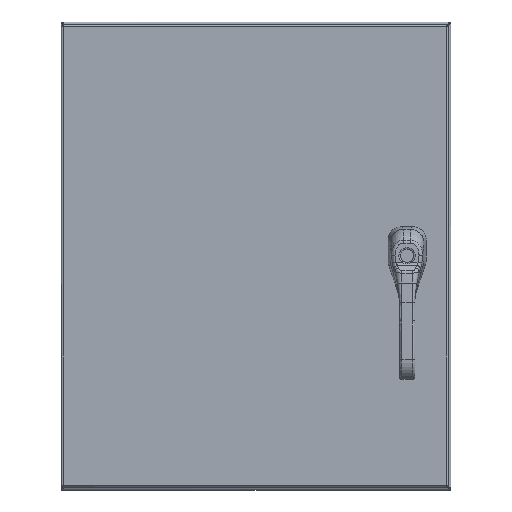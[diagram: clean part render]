
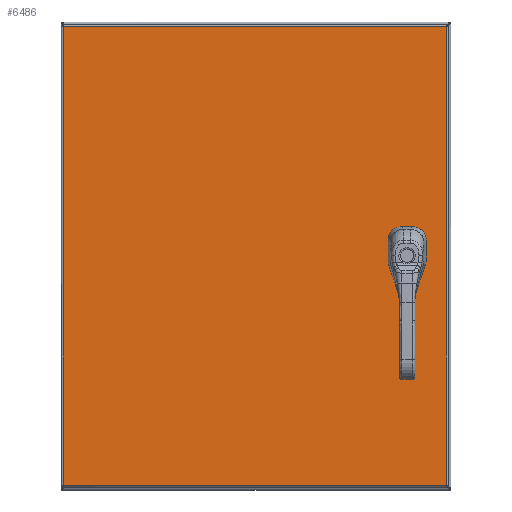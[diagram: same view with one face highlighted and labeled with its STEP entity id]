
A CAD part, top view. The second image highlights one B-rep face of the part: STEP entity #6486.
In plain terms, the highlighted face is planar.
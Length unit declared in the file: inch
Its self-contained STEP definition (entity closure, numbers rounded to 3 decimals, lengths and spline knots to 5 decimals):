
#4877=CARTESIAN_POINT('',(2.33762,12.275,0.0));
#4878=VERTEX_POINT('',#4877);
#4885=CARTESIAN_POINT('',(2.525,12.08762,0.0));
#4886=VERTEX_POINT('',#4885);
#4887=CARTESIAN_POINT('',(2.125,11.875,0.0));
#4888=DIRECTION('',(0.0,0.0,1.0));
#4889=DIRECTION('',(-0.469,-0.883,0.0));
#4890=AXIS2_PLACEMENT_3D('',#4887,#4888,#4889);
#4891=CIRCLE('',#4890,0.453);
#4892=EDGE_CURVE('',#4886,#4878,#4891,.T.);
#4917=CARTESIAN_POINT('',(2.525,11.66238,0.0));
#4918=VERTEX_POINT('',#4917);
#4919=CARTESIAN_POINT('',(2.525,11.66238,0.0));
#4920=DIRECTION('',(0.0,1.0,0.0));
#4921=VECTOR('',#4920,0.42525);
#4922=LINE('',#4919,#4921);
#4923=EDGE_CURVE('',#4918,#4886,#4922,.T.);
#4949=CARTESIAN_POINT('',(2.33762,11.475,0.0));
#4950=VERTEX_POINT('',#4949);
#4951=CARTESIAN_POINT('',(2.125,11.875,0.0));
#4952=DIRECTION('',(0.0,0.0,1.0));
#4953=DIRECTION('',(-0.883,0.469,0.0));
#4954=AXIS2_PLACEMENT_3D('',#4951,#4952,#4953);
#4955=CIRCLE('',#4954,0.453);
#4956=EDGE_CURVE('',#4950,#4918,#4955,.T.);
#4981=CARTESIAN_POINT('',(1.91238,11.475,0.0));
#4982=VERTEX_POINT('',#4981);
#4983=CARTESIAN_POINT('',(1.91238,11.475,0.0));
#4984=DIRECTION('',(1.0,0.0,0.0));
#4985=VECTOR('',#4984,0.42525);
#4986=LINE('',#4983,#4985);
#4987=EDGE_CURVE('',#4982,#4950,#4986,.T.);
#5013=CARTESIAN_POINT('',(1.725,11.66238,0.0));
#5014=VERTEX_POINT('',#5013);
#5015=CARTESIAN_POINT('',(2.125,11.875,0.0));
#5016=DIRECTION('',(0.0,0.0,1.0));
#5017=DIRECTION('',(0.469,0.883,0.0));
#5018=AXIS2_PLACEMENT_3D('',#5015,#5016,#5017);
#5019=CIRCLE('',#5018,0.453);
#5020=EDGE_CURVE('',#5014,#4982,#5019,.T.);
#5045=CARTESIAN_POINT('',(1.725,12.08762,0.0));
#5046=VERTEX_POINT('',#5045);
#5047=CARTESIAN_POINT('',(1.725,12.08762,0.0));
#5048=DIRECTION('',(0.0,-1.0,0.0));
#5049=VECTOR('',#5048,0.42525);
#5050=LINE('',#5047,#5049);
#5051=EDGE_CURVE('',#5046,#5014,#5050,.T.);
#5077=CARTESIAN_POINT('',(1.91238,12.275,0.0));
#5078=VERTEX_POINT('',#5077);
#5079=CARTESIAN_POINT('',(2.125,11.875,0.0));
#5080=DIRECTION('',(0.0,0.0,1.0));
#5081=DIRECTION('',(0.883,-0.469,0.0));
#5082=AXIS2_PLACEMENT_3D('',#5079,#5080,#5081);
#5083=CIRCLE('',#5082,0.453);
#5084=EDGE_CURVE('',#5078,#5046,#5083,.T.);
#5107=CARTESIAN_POINT('',(2.33762,12.275,0.0));
#5108=DIRECTION('',(-1.0,0.0,0.0));
#5109=VECTOR('',#5108,0.42525);
#5110=LINE('',#5107,#5109);
#5111=EDGE_CURVE('',#4878,#5078,#5110,.T.);
#5506=CARTESIAN_POINT('',(19.76975,0.10525,0.));
#5507=VERTEX_POINT('',#5506);
#5518=CARTESIAN_POINT('',(19.76975,23.64475,0.));
#5519=VERTEX_POINT('',#5518);
#5520=CARTESIAN_POINT('',(19.76975,23.64475,0.0));
#5521=DIRECTION('',(0.0,-1.0,0.0));
#5522=VECTOR('',#5521,23.5395);
#5523=LINE('',#5520,#5522);
#5524=EDGE_CURVE('',#5519,#5507,#5523,.T.);
#5676=CARTESIAN_POINT('',(0.10525,0.10525,0.));
#5677=VERTEX_POINT('',#5676);
#5688=CARTESIAN_POINT('',(19.76975,0.10525,0.0));
#5689=DIRECTION('',(-1.0,0.0,0.0));
#5690=VECTOR('',#5689,19.6645);
#5691=LINE('',#5688,#5690);
#5692=EDGE_CURVE('',#5507,#5677,#5691,.T.);
#5947=CARTESIAN_POINT('',(0.10525,23.64475,0.));
#5948=VERTEX_POINT('',#5947);
#5959=CARTESIAN_POINT('',(0.10525,0.10525,0.0));
#5960=DIRECTION('',(0.0,1.0,0.0));
#5961=VECTOR('',#5960,23.5395);
#5962=LINE('',#5959,#5961);
#5963=EDGE_CURVE('',#5677,#5948,#5962,.T.);
#6228=CARTESIAN_POINT('',(0.10525,23.64475,0.0));
#6229=DIRECTION('',(1.0,0.0,0.0));
#6230=VECTOR('',#6229,19.6645);
#6231=LINE('',#6228,#6230);
#6232=EDGE_CURVE('',#5948,#5519,#6231,.T.);
#6465=CARTESIAN_POINT('',(9.9375,11.875,0.0));
#6466=DIRECTION('',(0.0,0.0,1.0));
#6467=DIRECTION('',(1.0,0.0,0.0));
#6468=AXIS2_PLACEMENT_3D('',#6465,#6466,#6467);
#6469=PLANE('',#6468);
#6470=ORIENTED_EDGE('',*,*,#5524,.T.);
#6471=ORIENTED_EDGE('',*,*,#5692,.T.);
#6472=ORIENTED_EDGE('',*,*,#5963,.T.);
#6473=ORIENTED_EDGE('',*,*,#6232,.T.);
#6474=EDGE_LOOP('',(#6470,#6471,#6472,#6473));
#6475=FACE_OUTER_BOUND('',#6474,.T.);
#6476=ORIENTED_EDGE('',*,*,#4892,.T.);
#6477=ORIENTED_EDGE('',*,*,#5111,.T.);
#6478=ORIENTED_EDGE('',*,*,#5084,.T.);
#6479=ORIENTED_EDGE('',*,*,#5051,.T.);
#6480=ORIENTED_EDGE('',*,*,#5020,.T.);
#6481=ORIENTED_EDGE('',*,*,#4987,.T.);
#6482=ORIENTED_EDGE('',*,*,#4956,.T.);
#6483=ORIENTED_EDGE('',*,*,#4923,.T.);
#6484=EDGE_LOOP('',(#6476,#6477,#6478,#6479,#6480,#6481,#6482,#6483));
#6485=FACE_BOUND('',#6484,.T.);
#6486=ADVANCED_FACE('',(#6475,#6485),#6469,.F.);
